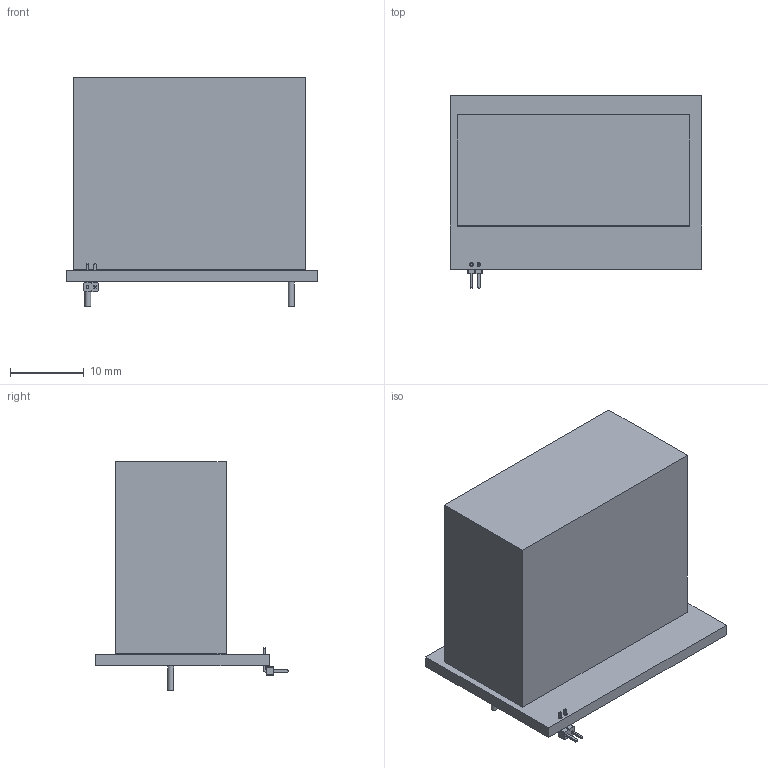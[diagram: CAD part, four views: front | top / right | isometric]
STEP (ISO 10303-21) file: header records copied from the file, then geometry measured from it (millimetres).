
FILE_DESCRIPTION(('KiCad electronic assembly'),'2;1');
FILE_NAME('capextended v2.step','2025-08-30T21:14:52',('Pcbnew'),( 'Kicad'),'Open CASCADE STEP processor 7.8','KiCad to STEP converter' ,'Unknown');
FILE_SCHEMA(('AUTOMOTIVE_DESIGN { 1 0 10303 214 1 1 1 1 }'));
Length unit declared in the file: millimetre
Products named in the file (6): capextended v2 1; MKP4_15_0WX26_0HX31_5L_WIM; part; PinHeader_1x02_P1.00mm_Horizontal; PinHeader_1x02_P100mm_Horizontal; capextended v2_PCB
Assembly tree (5 placements, depth 3):
  capextended v2 1
    MKP4_15_0WX26_0HX31_5L_WIM
      part
    PinHeader_1x02_P1.00mm_Horizontal
      PinHeader_1x02_P100mm_Horizontal
    capextended v2_PCB
Bounding box: 34 x 26.11 x 30.99 mm (x, y, z)
Volume: 13581.5 mm3; surface area: 5209.9 mm2
Topology: 5 solids, 5 shells, 80 faces, 182 edges, 116 vertices
Faces by surface type: plane 72, cylinder 8
Full cylindrical faces by diameter (mm): 0.5 x2, 0.813 x2, 1.067 x2
Entity records: 2805 total; most frequent: CARTESIAN_POINT 386, DIRECTION 368, ORIENTED_EDGE 364, EDGE_CURVE 182, LINE 164, VECTOR 164, VERTEX_POINT 116, AXIS2_PLACEMENT_3D 102
